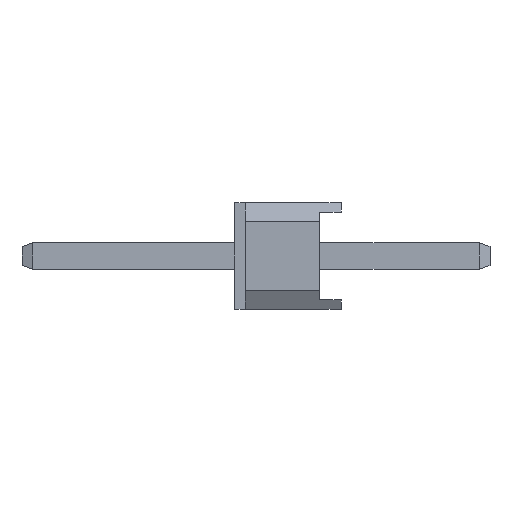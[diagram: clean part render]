
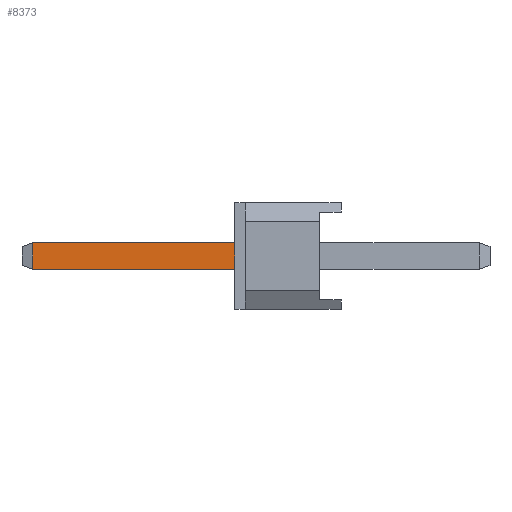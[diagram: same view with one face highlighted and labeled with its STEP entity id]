
A CAD part, left-side view. The second image highlights one B-rep face of the part: STEP entity #8373.
In plain terms, the highlighted planar face has unit normal (-1, 0, 0).
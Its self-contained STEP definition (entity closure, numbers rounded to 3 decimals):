
#2014 = FACE_OUTER_BOUND ( 'NONE', #8374, .T. ) ;
#2047 = CARTESIAN_POINT ( 'NONE',  ( -14.25, 5.8, 0.25 ) ) ;
#2048 = DIRECTION ( 'NONE',  ( 0., -1., 0. ) ) ;
#2049 = VECTOR ( 'NONE', #2048, 1000. ) ;
#2050 = CARTESIAN_POINT ( 'NONE',  ( -14.25, 6., 0.25 ) ) ;
#2051 = LINE ( 'NONE', #2050, #2049 ) ;
#2052 = DIRECTION ( 'NONE',  ( 0., 0., -1. ) ) ;
#2053 = DIRECTION ( 'NONE',  ( 1., 0., 0. ) ) ;
#2054 = CARTESIAN_POINT ( 'NONE',  ( -14.25, 6., -0.25 ) ) ;
#2055 = AXIS2_PLACEMENT_3D ( 'NONE', #2054, #2053, #2052 ) ;
#2056 = PLANE ( 'NONE',  #2055 ) ;
#2086 = DIRECTION ( 'NONE',  ( 0., -1., 0. ) ) ;
#2087 = VECTOR ( 'NONE', #2086, 1000. ) ;
#2088 = CARTESIAN_POINT ( 'NONE',  ( -14.25, 6., -0.25 ) ) ;
#2089 = LINE ( 'NONE', #2088, #2087 ) ;
#2091 = CARTESIAN_POINT ( 'NONE',  ( -14.25, 5.8, -0.25 ) ) ;
#2092 = DIRECTION ( 'NONE',  ( 0., 0., -1. ) ) ;
#2093 = VECTOR ( 'NONE', #2092, 1000. ) ;
#2094 = CARTESIAN_POINT ( 'NONE',  ( -14.25, 5.8, -0.25 ) ) ;
#2095 = LINE ( 'NONE', #2094, #2093 ) ;
#4159 = EDGE_CURVE ( 'NONE', #4160, #4161, #6204, .T. ) ;
#4160 = VERTEX_POINT ( 'NONE', #6263 ) ;
#4161 = VERTEX_POINT ( 'NONE', #6262 ) ;
#6204 = LINE ( 'NONE', #6266, #6265 ) ;
#6262 = CARTESIAN_POINT ( 'NONE',  ( -14.25, 2., 0.25 ) ) ;
#6263 = CARTESIAN_POINT ( 'NONE',  ( -14.25, 2., -0.25 ) ) ;
#6264 = DIRECTION ( 'NONE',  ( 0., 0., 1. ) ) ;
#6265 = VECTOR ( 'NONE', #6264, 1000. ) ;
#6266 = CARTESIAN_POINT ( 'NONE',  ( -14.25, 2., -1. ) ) ;
#8373 = ADVANCED_FACE ( 'NONE', ( #2014 ), #2056, .F. ) ;
#8374 = EDGE_LOOP ( 'NONE', ( #8375, #8379, #8382, #8384 ) ) ;
#8375 = ORIENTED_EDGE ( 'NONE', *, *, #8376, .F. ) ;
#8376 = EDGE_CURVE ( 'NONE', #8377, #4161, #2051, .T. ) ;
#8377 = VERTEX_POINT ( 'NONE', #2047 ) ;
#8379 = ORIENTED_EDGE ( 'NONE', *, *, #8380, .T. ) ;
#8380 = EDGE_CURVE ( 'NONE', #8377, #8381, #2095, .T. ) ;
#8381 = VERTEX_POINT ( 'NONE', #2091 ) ;
#8382 = ORIENTED_EDGE ( 'NONE', *, *, #8383, .T. ) ;
#8383 = EDGE_CURVE ( 'NONE', #8381, #4160, #2089, .T. ) ;
#8384 = ORIENTED_EDGE ( 'NONE', *, *, #4159, .T. ) ;
